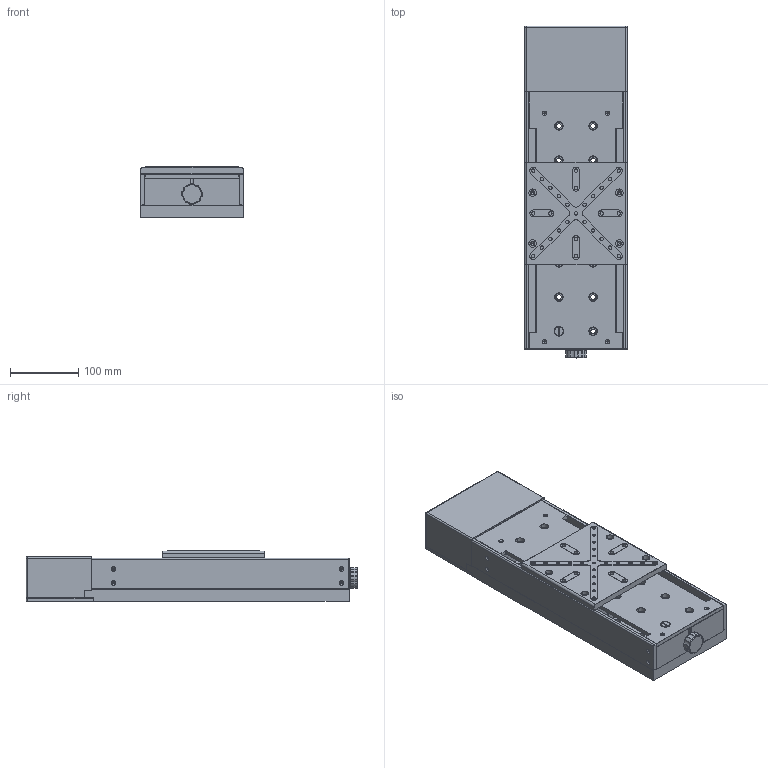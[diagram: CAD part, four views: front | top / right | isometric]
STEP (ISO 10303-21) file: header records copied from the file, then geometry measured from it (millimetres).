
FILE_DESCRIPTION (( 'STEP AP203' ), '1' );
FILE_NAME ('528661.STEP', '2024-09-21T08:23:19', ( '' ), ( '' ), 'SwSTEP 2.0', 'SolidWorks 2020', '' );
FILE_SCHEMA (( 'CONFIG_CONTROL_DESIGN' ));
Products named in the file (1): 528661
Bounding box: 150 x 485 x 74 mm (x, y, z)
Volume: 3057129.2 mm3; surface area: 689586.3 mm2
Topology: 45 solids, 45 shells, 2635 faces, 6384 edges, 3916 vertices
Faces by surface type: plane 1410, cylinder 776, cone 236, bspline 117, torus 58, sphere 38
Entity records: 79601 total; most frequent: CARTESIAN_POINT 17896, DIRECTION 12780, ORIENTED_EDGE 12528, EDGE_CURVE 6264, AXIS2_PLACEMENT_3D 4307, LINE 4166, VECTOR 4166, VERTEX_POINT 3908
